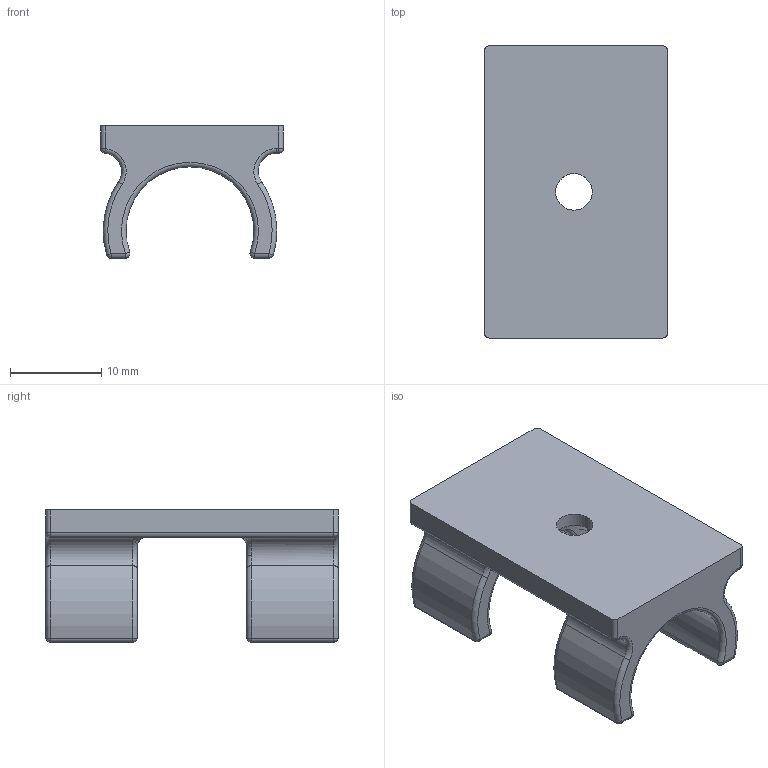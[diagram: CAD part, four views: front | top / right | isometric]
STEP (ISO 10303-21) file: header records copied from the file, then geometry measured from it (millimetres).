
FILE_DESCRIPTION (( 'STEP AP203' ), '1' );
FILE_NAME ('Wall_Support_BT14500.STEP', '2023-09-08T10:41:49', ( '' ), ( '' ), 'SwSTEP 2.0', 'SolidWorks 2022', '' );
FILE_SCHEMA (( 'CONFIG_CONTROL_DESIGN' ));
Length unit declared in the file: millimetre
Products named in the file (1): Wall_Support_BT14500
Bounding box: 20 x 32 x 14.5 mm (x, y, z)
Volume: 3519.7 mm3; surface area: 2640.8 mm2
Topology: 1 solids, 1 shells, 108 faces, 258 edges, 132 vertices
Faces by surface type: cylinder 38, torus 27, sphere 23, plane 14, bspline 4, cone 2
Entity records: 3149 total; most frequent: CARTESIAN_POINT 677, DIRECTION 580, ORIENTED_EDGE 464, AXIS2_PLACEMENT_3D 255, EDGE_CURVE 232, CIRCLE 150, VERTEX_POINT 126, EDGE_LOOP 110
